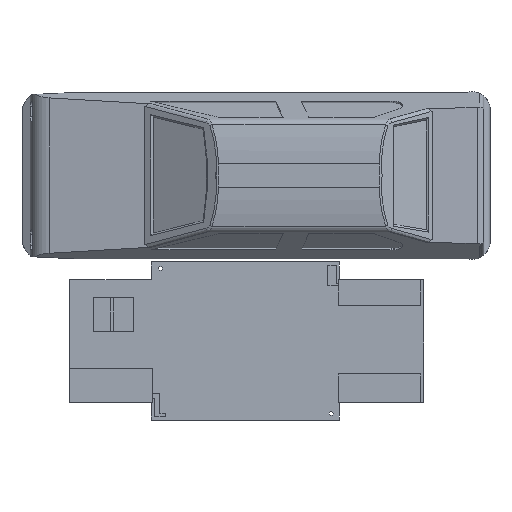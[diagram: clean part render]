
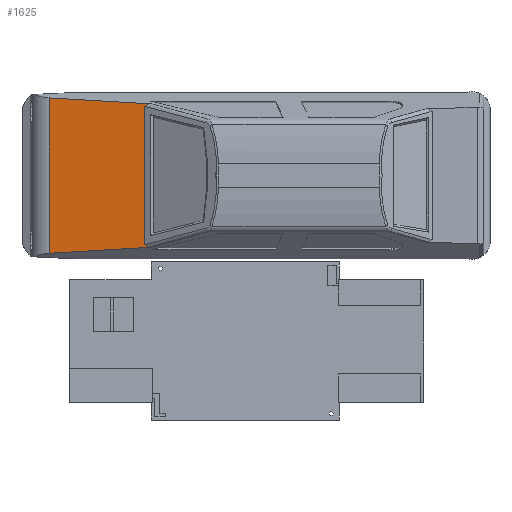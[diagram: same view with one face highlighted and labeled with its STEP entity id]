
A CAD part, top view. The second image highlights one B-rep face of the part: STEP entity #1625.
In plain terms, the highlighted planar face has unit normal (-0.127, 0, 0.992).
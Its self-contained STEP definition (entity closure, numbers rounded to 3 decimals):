
#834=CARTESIAN_POINT('Vertex',(14.188,-38.94,43.325)) ;
#837=CARTESIAN_POINT('Line Origine',(14.188,21.,43.325)) ;
#841=CARTESIAN_POINT('Vertex',(14.188,38.94,43.325)) ;
#1417=CARTESIAN_POINT('Vertex',(65.446,-35.921,49.87)) ;
#1420=CARTESIAN_POINT('Line Origine',(39.817,-37.431,46.598)) ;
#1556=CARTESIAN_POINT('Axis2P3D Location',(62.192,0.,49.455)) ;
#1562=CARTESIAN_POINT('Control Point',(62.192,34.708,49.455)) ;
#1563=CARTESIAN_POINT('Control Point',(62.192,34.808,49.455)) ;
#1564=CARTESIAN_POINT('Control Point',(62.208,34.908,49.457)) ;
#1565=CARTESIAN_POINT('Control Point',(62.24,35.004,49.461)) ;
#1566=CARTESIAN_POINT('Control Point',(62.34,35.192,49.473)) ;
#1567=CARTESIAN_POINT('Control Point',(62.489,35.344,49.492)) ;
#1568=CARTESIAN_POINT('Control Point',(62.576,35.414,49.504)) ;
#1569=CARTESIAN_POINT('Control Point',(62.785,35.552,49.53)) ;
#1570=CARTESIAN_POINT('Control Point',(63.013,35.654,49.559)) ;
#1571=CARTESIAN_POINT('Control Point',(63.144,35.702,49.576)) ;
#1572=CARTESIAN_POINT('Control Point',(63.443,35.793,49.614)) ;
#1573=CARTESIAN_POINT('Control Point',(63.749,35.854,49.653)) ;
#1574=CARTESIAN_POINT('Control Point',(63.921,35.88,49.675)) ;
#1575=CARTESIAN_POINT('Control Point',(64.328,35.926,49.727)) ;
#1576=CARTESIAN_POINT('Control Point',(64.737,35.942,49.78)) ;
#1577=CARTESIAN_POINT('Control Point',(64.974,35.942,49.81)) ;
#1578=CARTESIAN_POINT('Control Point',(65.21,35.935,49.84)) ;
#1579=CARTESIAN_POINT('Control Point',(65.446,35.921,49.87)) ;
#1580=CARTESIAN_POINT('Vertex',(65.446,35.921,49.87)) ;
#1582=CARTESIAN_POINT('Vertex',(62.192,34.708,49.455)) ;
#1585=CARTESIAN_POINT('Line Origine',(39.817,37.431,46.598)) ;
#1591=CARTESIAN_POINT('Control Point',(62.192,-34.708,49.455)) ;
#1592=CARTESIAN_POINT('Control Point',(62.192,-34.808,49.455)) ;
#1593=CARTESIAN_POINT('Control Point',(62.208,-34.908,49.457)) ;
#1594=CARTESIAN_POINT('Control Point',(62.24,-35.004,49.461)) ;
#1595=CARTESIAN_POINT('Control Point',(62.34,-35.192,49.473)) ;
#1596=CARTESIAN_POINT('Control Point',(62.489,-35.344,49.492)) ;
#1597=CARTESIAN_POINT('Control Point',(62.576,-35.414,49.504)) ;
#1598=CARTESIAN_POINT('Control Point',(62.785,-35.552,49.53)) ;
#1599=CARTESIAN_POINT('Control Point',(63.013,-35.654,49.559)) ;
#1600=CARTESIAN_POINT('Control Point',(63.144,-35.702,49.576)) ;
#1601=CARTESIAN_POINT('Control Point',(63.443,-35.793,49.614)) ;
#1602=CARTESIAN_POINT('Control Point',(63.749,-35.854,49.653)) ;
#1603=CARTESIAN_POINT('Control Point',(63.921,-35.88,49.675)) ;
#1604=CARTESIAN_POINT('Control Point',(64.328,-35.926,49.727)) ;
#1605=CARTESIAN_POINT('Control Point',(64.737,-35.942,49.78)) ;
#1606=CARTESIAN_POINT('Control Point',(64.974,-35.942,49.81)) ;
#1607=CARTESIAN_POINT('Control Point',(65.21,-35.935,49.84)) ;
#1608=CARTESIAN_POINT('Control Point',(65.446,-35.921,49.87)) ;
#1609=CARTESIAN_POINT('Vertex',(62.192,-34.708,49.455)) ;
#1612=CARTESIAN_POINT('Line Origine',(62.192,0.,49.455)) ;
#838=DIRECTION('Vector Direction',(0.,1.,0.)) ;
#1421=DIRECTION('Vector Direction',(-0.99,-0.058,-0.126)) ;
#1557=DIRECTION('Axis2P3D Direction',(0.127,0.,-0.992)) ;
#1558=DIRECTION('Axis2P3D XDirection',(-0.992,0.,-0.127)) ;
#1586=DIRECTION('Vector Direction',(-0.99,0.058,-0.126)) ;
#1613=DIRECTION('Vector Direction',(0.,1.,0.)) ;
#1559=AXIS2_PLACEMENT_3D('Plane Axis2P3D',#1556,#1557,#1558) ;
#1618=ORIENTED_EDGE('',*,*,#1584,.F.) ;
#1619=ORIENTED_EDGE('',*,*,#1589,.T.) ;
#1620=ORIENTED_EDGE('',*,*,#843,.T.) ;
#1621=ORIENTED_EDGE('',*,*,#1424,.F.) ;
#1622=ORIENTED_EDGE('',*,*,#1611,.T.) ;
#1623=ORIENTED_EDGE('',*,*,#1616,.F.) ;
#839=VECTOR('Line Direction',#838,1.) ;
#1422=VECTOR('Line Direction',#1421,1.) ;
#1587=VECTOR('Line Direction',#1586,1.) ;
#1614=VECTOR('Line Direction',#1613,1.) ;
#1625=ADVANCED_FACE('PartBody',(#1624),#1560,.F.) ;
#1561=B_SPLINE_CURVE_WITH_KNOTS('',5,(#1562,#1563,#1564,#1565,#1566,#1567,#1568,#1569,#1570,#1571,#1572,#1573,#1574,#1575,#1576,#1577,#1578,#1579),.UNSPECIFIED.,.F.,.U.,(6,3,3,3,3,6),(0.,0.709,1.494,2.483,3.717,5.402),.UNSPECIFIED.) ;
#1590=B_SPLINE_CURVE_WITH_KNOTS('',5,(#1591,#1592,#1593,#1594,#1595,#1596,#1597,#1598,#1599,#1600,#1601,#1602,#1603,#1604,#1605,#1606,#1607,#1608),.UNSPECIFIED.,.F.,.U.,(6,3,3,3,3,6),(0.,0.709,1.494,2.483,3.717,5.402),.UNSPECIFIED.) ;
#843=EDGE_CURVE('',#842,#835,#840,.F.) ;
#1424=EDGE_CURVE('',#1418,#835,#1423,.T.) ;
#1584=EDGE_CURVE('',#1581,#1583,#1561,.F.) ;
#1589=EDGE_CURVE('',#1581,#842,#1588,.T.) ;
#1611=EDGE_CURVE('',#1418,#1610,#1590,.F.) ;
#1616=EDGE_CURVE('',#1583,#1610,#1615,.F.) ;
#1617=EDGE_LOOP('',(#1618,#1619,#1620,#1621,#1622,#1623)) ;
#1624=FACE_OUTER_BOUND('',#1617,.T.) ;
#840=LINE('Line',#837,#839) ;
#1423=LINE('Line',#1420,#1422) ;
#1588=LINE('Line',#1585,#1587) ;
#1615=LINE('Line',#1612,#1614) ;
#1560=PLANE('',#1559) ;
#835=VERTEX_POINT('',#834) ;
#842=VERTEX_POINT('',#841) ;
#1418=VERTEX_POINT('',#1417) ;
#1581=VERTEX_POINT('',#1580) ;
#1583=VERTEX_POINT('',#1582) ;
#1610=VERTEX_POINT('',#1609) ;
